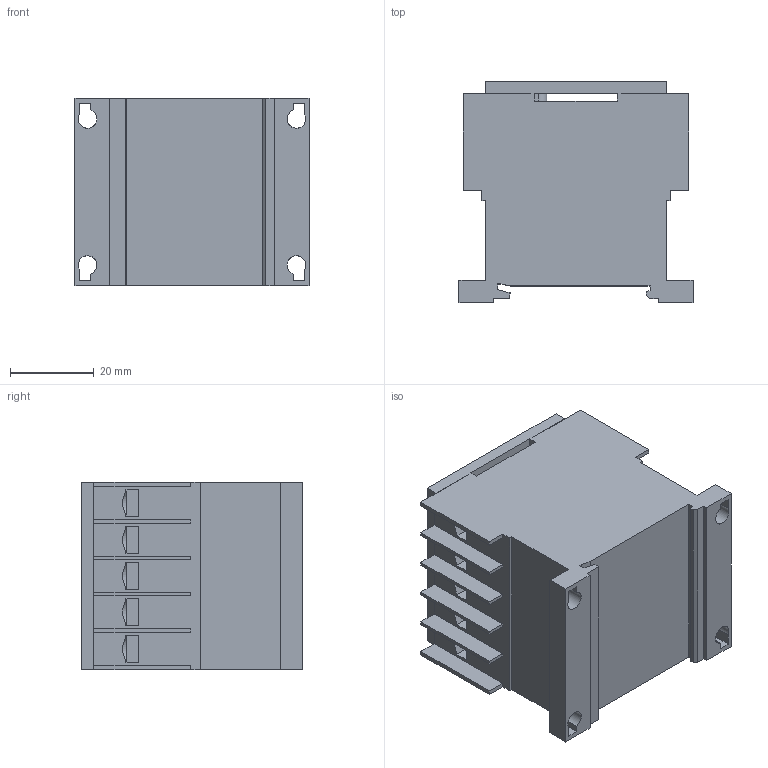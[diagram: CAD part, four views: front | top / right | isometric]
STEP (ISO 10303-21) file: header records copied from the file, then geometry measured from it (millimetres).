
FILE_DESCRIPTION((''),'2;1');
FILE_NAME('100-K09ZDx00M.stp','2007-09-07T16:51:47', ('User'),('SDRC'),'I-DEAS Master Series 9','UNIX','Yes');
FILE_SCHEMA(('AUTOMOTIVE_DESIGN_CC2'));
Length unit declared in the file: millimetre
Products named in the file (1): 100-K09ZDxxxM
Bounding box: 56 x 53 x 44.8 mm (x, y, z)
Volume: 94463 mm3; surface area: 25585.3 mm2
Topology: 11 solids, 11 shells, 415 faces, 1186 edges, 793 vertices
Faces by surface type: bspline 415
Entity records: 13329 total; most frequent: CARTESIAN_POINT 6289, ORIENTED_EDGE 2358, EDGE_CURVE 1179, VERTEX_POINT 786, QUASI_UNIFORM_CURVE 513, EDGE_LOOP 465, B_SPLINE_CURVE_WITH_KNOTS 465, FACE_OUTER_BOUND 415
